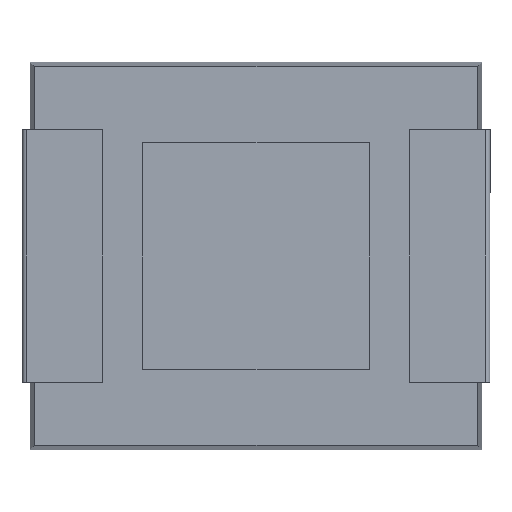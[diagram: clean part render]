
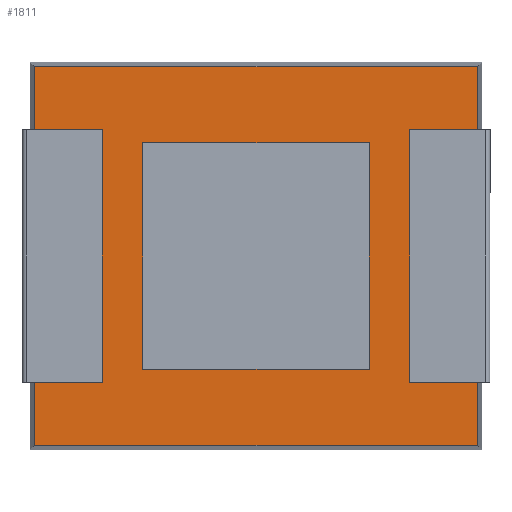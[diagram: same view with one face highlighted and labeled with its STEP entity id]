
A CAD part, front view. The second image highlights one B-rep face of the part: STEP entity #1811.
In plain terms, the highlighted planar face has unit normal (0, -1, 0).
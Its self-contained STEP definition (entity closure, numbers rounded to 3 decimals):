
#7 = VECTOR ( 'NONE', #2003, 1000. ) ;
#36 = DIRECTION ( 'NONE',  ( 0., 0., -1. ) ) ;
#79 = VERTEX_POINT ( 'NONE', #1822 ) ;
#98 = DIRECTION ( 'NONE',  ( 0., 0., 1. ) ) ;
#173 = LINE ( 'NONE', #185, #7 ) ;
#185 = CARTESIAN_POINT ( 'NONE',  ( 0., 0., -0.074 ) ) ;
#263 = EDGE_CURVE ( 'NONE', #1488, #1241, #3314, .T. ) ;
#266 = CARTESIAN_POINT ( 'NONE',  ( 0.074, 0., -0.074 ) ) ;
#295 = LINE ( 'NONE', #2863, #1303 ) ;
#366 = EDGE_CURVE ( 'NONE', #1241, #1129, #3063, .T. ) ;
#391 = ORIENTED_EDGE ( 'NONE', *, *, #366, .F. ) ;
#417 = CARTESIAN_POINT ( 'NONE',  ( 1.83, 0., -4.99 ) ) ;
#420 = LINE ( 'NONE', #2467, #2829 ) ;
#472 = ORIENTED_EDGE ( 'NONE', *, *, #1360, .F. ) ;
#568 = CARTESIAN_POINT ( 'NONE',  ( 1.83, 0., -1.31 ) ) ;
#709 = EDGE_CURVE ( 'NONE', #1129, #79, #2694, .T. ) ;
#719 = CARTESIAN_POINT ( 'NONE',  ( 5.51, 0., -4.99 ) ) ;
#763 = CARTESIAN_POINT ( 'NONE',  ( 5.51, 0., -1.31 ) ) ;
#828 = CARTESIAN_POINT ( 'NONE',  ( 7.266, 0., 0. ) ) ;
#979 = AXIS2_PLACEMENT_3D ( 'NONE', #1783, #1823, #36 ) ;
#997 = VECTOR ( 'NONE', #2761, 1000. ) ;
#1020 = LINE ( 'NONE', #828, #1257 ) ;
#1028 = EDGE_CURVE ( 'NONE', #1795, #1156, #295, .T. ) ;
#1129 = VERTEX_POINT ( 'NONE', #2275 ) ;
#1156 = VERTEX_POINT ( 'NONE', #2606 ) ;
#1241 = VERTEX_POINT ( 'NONE', #719 ) ;
#1257 = VECTOR ( 'NONE', #2969, 1000. ) ;
#1258 = VECTOR ( 'NONE', #2101, 1000. ) ;
#1268 = ORIENTED_EDGE ( 'NONE', *, *, #263, .F. ) ;
#1303 = VECTOR ( 'NONE', #1933, 1000. ) ;
#1314 = CARTESIAN_POINT ( 'NONE',  ( 1.83, 0., -4.99 ) ) ;
#1360 = EDGE_CURVE ( 'NONE', #1156, #3106, #420, .T. ) ;
#1479 = CARTESIAN_POINT ( 'NONE',  ( 7.266, 0., -0.074 ) ) ;
#1488 = VERTEX_POINT ( 'NONE', #1314 ) ;
#1701 = EDGE_CURVE ( 'NONE', #3468, #1795, #1020, .T. ) ;
#1783 = CARTESIAN_POINT ( 'NONE',  ( 0., 0., 0. ) ) ;
#1795 = VERTEX_POINT ( 'NONE', #2394 ) ;
#1811 = ADVANCED_FACE ( 'NONE', ( #2720, #3549 ), #2702, .T. ) ;
#1822 = CARTESIAN_POINT ( 'NONE',  ( 1.83, 0., -1.31 ) ) ;
#1823 = DIRECTION ( 'NONE',  ( 0., -1., 0. ) ) ;
#1933 = DIRECTION ( 'NONE',  ( -1., 0., 0. ) ) ;
#1943 = LINE ( 'NONE', #568, #1258 ) ;
#2003 = DIRECTION ( 'NONE',  ( 1., 0., 0. ) ) ;
#2101 = DIRECTION ( 'NONE',  ( 0., 0., -1. ) ) ;
#2172 = CARTESIAN_POINT ( 'NONE',  ( 1.83, 0., -1.31 ) ) ;
#2249 = EDGE_LOOP ( 'NONE', ( #3091, #391, #1268, #3730 ) ) ;
#2275 = CARTESIAN_POINT ( 'NONE',  ( 5.51, 0., -1.31 ) ) ;
#2394 = CARTESIAN_POINT ( 'NONE',  ( 7.266, 0., -6.226 ) ) ;
#2467 = CARTESIAN_POINT ( 'NONE',  ( 0.074, 0., 0. ) ) ;
#2481 = ORIENTED_EDGE ( 'NONE', *, *, #3913, .F. ) ;
#2606 = CARTESIAN_POINT ( 'NONE',  ( 0.074, 0., -6.226 ) ) ;
#2694 = LINE ( 'NONE', #2172, #997 ) ;
#2702 = PLANE ( 'NONE',  #979 ) ;
#2720 = FACE_OUTER_BOUND ( 'NONE', #2892, .T. ) ;
#2761 = DIRECTION ( 'NONE',  ( -1., 0., 0. ) ) ;
#2829 = VECTOR ( 'NONE', #98, 1000. ) ;
#2863 = CARTESIAN_POINT ( 'NONE',  ( 0., 0., -6.226 ) ) ;
#2873 = ORIENTED_EDGE ( 'NONE', *, *, #1028, .F. ) ;
#2892 = EDGE_LOOP ( 'NONE', ( #472, #2873, #3248, #2481 ) ) ;
#2969 = DIRECTION ( 'NONE',  ( 0., 0., -1. ) ) ;
#3063 = LINE ( 'NONE', #763, #3406 ) ;
#3091 = ORIENTED_EDGE ( 'NONE', *, *, #709, .F. ) ;
#3106 = VERTEX_POINT ( 'NONE', #266 ) ;
#3248 = ORIENTED_EDGE ( 'NONE', *, *, #1701, .F. ) ;
#3314 = LINE ( 'NONE', #417, #3782 ) ;
#3406 = VECTOR ( 'NONE', #3537, 1000. ) ;
#3412 = EDGE_CURVE ( 'NONE', #79, #1488, #1943, .T. ) ;
#3468 = VERTEX_POINT ( 'NONE', #1479 ) ;
#3537 = DIRECTION ( 'NONE',  ( 0., 0., 1. ) ) ;
#3549 = FACE_BOUND ( 'NONE', #2249, .T. ) ;
#3730 = ORIENTED_EDGE ( 'NONE', *, *, #3412, .F. ) ;
#3749 = DIRECTION ( 'NONE',  ( 1., 0., 0. ) ) ;
#3782 = VECTOR ( 'NONE', #3749, 1000. ) ;
#3913 = EDGE_CURVE ( 'NONE', #3106, #3468, #173, .T. ) ;
